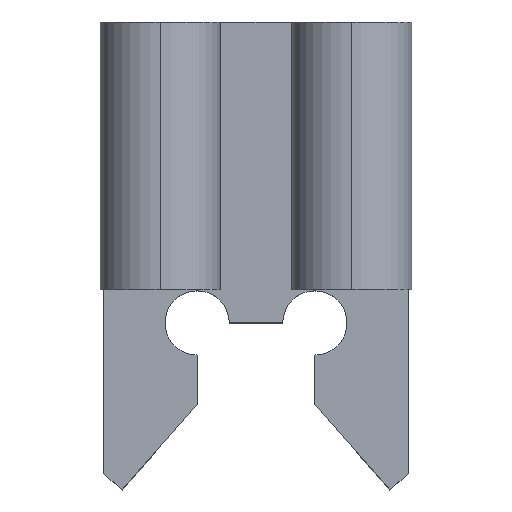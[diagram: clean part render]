
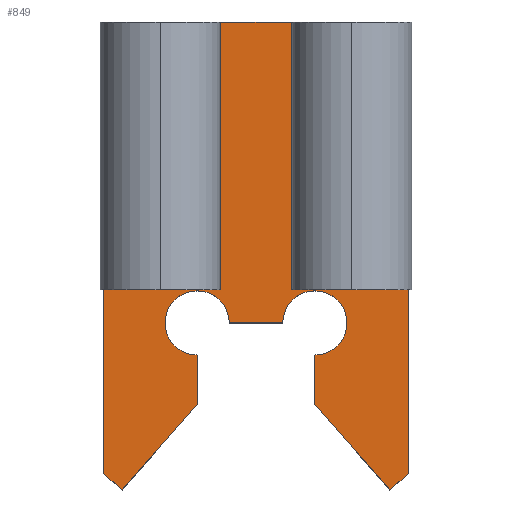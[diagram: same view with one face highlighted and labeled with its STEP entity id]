
A CAD part, top view. The second image highlights one B-rep face of the part: STEP entity #849.
In plain terms, the highlighted planar face has unit normal (0, 0, 1).
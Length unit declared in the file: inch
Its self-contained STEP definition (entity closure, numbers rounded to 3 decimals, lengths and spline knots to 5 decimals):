
#6 = VECTOR ( 'NONE', #1122, 39.37008 ) ;
#17 = DIRECTION ( 'NONE',  ( 0., 0., -1. ) ) ;
#21 = CARTESIAN_POINT ( 'NONE',  ( -0.14212, -0.14102, 0.02 ) ) ;
#33 = VECTOR ( 'NONE', #84, 39.37008 ) ;
#42 = DIRECTION ( 'NONE',  ( 0., 0., 1. ) ) ;
#53 = CIRCLE ( 'NONE', #780, 0.03 ) ;
#57 = CARTESIAN_POINT ( 'NONE',  ( -0.1455, 0.031, 0.02 ) ) ;
#72 = EDGE_CURVE ( 'NONE', #671, #76, #829, .T. ) ;
#76 = VERTEX_POINT ( 'NONE', #155 ) ;
#84 = DIRECTION ( 'NONE',  ( -1., 0., 0. ) ) ;
#93 = CARTESIAN_POINT ( 'NONE',  ( -0.14212, -0.156, 0.02 ) ) ;
#97 = EDGE_CURVE ( 'NONE', #1168, #710, #1039, .T. ) ;
#115 = CARTESIAN_POINT ( 'NONE',  ( 0.055, -0.03, 0.02 ) ) ;
#116 = VECTOR ( 'NONE', #410, 39.37008 ) ;
#120 = ORIENTED_EDGE ( 'NONE', *, *, #969, .T. ) ;
#125 = FACE_OUTER_BOUND ( 'NONE', #799, .T. ) ;
#135 = ORIENTED_EDGE ( 'NONE', *, *, #536, .T. ) ;
#136 = CARTESIAN_POINT ( 'NONE',  ( -0.11871, -0.14881, 0.02 ) ) ;
#149 = EDGE_CURVE ( 'NONE', #1155, #1156, #252, .T. ) ;
#152 = DIRECTION ( 'NONE',  ( -1., 0., 0. ) ) ;
#155 = CARTESIAN_POINT ( 'NONE',  ( -0.1105, 0.281, 0.02 ) ) ;
#159 = CARTESIAN_POINT ( 'NONE',  ( -0.125, -0.156, 0.02 ) ) ;
#161 = CARTESIAN_POINT ( 'NONE',  ( 0.1105, 0.031, 0.02 ) ) ;
#175 = DIRECTION ( 'NONE',  ( 0., 1., 0. ) ) ;
#188 = ORIENTED_EDGE ( 'NONE', *, *, #936, .F. ) ;
#209 = EDGE_CURVE ( 'NONE', #832, #1155, #321, .T. ) ;
#210 = CARTESIAN_POINT ( 'NONE',  ( -0.14212, 0.031, 0.02 ) ) ;
#211 = EDGE_CURVE ( 'NONE', #710, #76, #676, .T. ) ;
#213 = AXIS2_PLACEMENT_3D ( 'NONE', #316, #42, #700 ) ;
#229 = ORIENTED_EDGE ( 'NONE', *, *, #1125, .F. ) ;
#240 = VERTEX_POINT ( 'NONE', #658 ) ;
#241 = VERTEX_POINT ( 'NONE', #21 ) ;
#245 = ORIENTED_EDGE ( 'NONE', *, *, #211, .T. ) ;
#252 = LINE ( 'NONE', #1047, #468 ) ;
#253 = ORIENTED_EDGE ( 'NONE', *, *, #743, .F. ) ;
#260 = VECTOR ( 'NONE', #600, 39.37008 ) ;
#269 = ORIENTED_EDGE ( 'NONE', *, *, #394, .F. ) ;
#297 = ORIENTED_EDGE ( 'NONE', *, *, #836, .F. ) ;
#300 = VERTEX_POINT ( 'NONE', #894 ) ;
#302 = VECTOR ( 'NONE', #324, 39.37008 ) ;
#316 = CARTESIAN_POINT ( 'NONE',  ( 0.055, 0., 0.02 ) ) ;
#321 = LINE ( 'NONE', #1175, #409 ) ;
#324 = DIRECTION ( 'NONE',  ( -1., 0., 0. ) ) ;
#331 = CARTESIAN_POINT ( 'NONE',  ( -0.1455, 0.031, 0.02 ) ) ;
#344 = AXIS2_PLACEMENT_3D ( 'NONE', #716, #812, #152 ) ;
#368 = DIRECTION ( 'NONE',  ( 0., -1., 0. ) ) ;
#371 = EDGE_CURVE ( 'NONE', #240, #504, #520, .T. ) ;
#383 = ORIENTED_EDGE ( 'NONE', *, *, #640, .T. ) ;
#394 = EDGE_CURVE ( 'NONE', #1172, #537, #661, .T. ) ;
#407 = CARTESIAN_POINT ( 'NONE',  ( -0.00838, -0.27271, 0.02 ) ) ;
#409 = VECTOR ( 'NONE', #368, 39.37008 ) ;
#410 = DIRECTION ( 'NONE',  ( 0., 1., 0. ) ) ;
#467 = VECTOR ( 'NONE', #175, 39.37008 ) ;
#468 = VECTOR ( 'NONE', #950, 39.37008 ) ;
#473 = VECTOR ( 'NONE', #778, 39.37008 ) ;
#474 = ORIENTED_EDGE ( 'NONE', *, *, #371, .F. ) ;
#479 = DIRECTION ( 'NONE',  ( 0., -1., 0. ) ) ;
#488 = CARTESIAN_POINT ( 'NONE',  ( 0.14212, -0.156, 0.02 ) ) ;
#489 = ORIENTED_EDGE ( 'NONE', *, *, #97, .T. ) ;
#504 = VERTEX_POINT ( 'NONE', #159 ) ;
#510 = VERTEX_POINT ( 'NONE', #620 ) ;
#520 = LINE ( 'NONE', #136, #933 ) ;
#533 = DIRECTION ( 'NONE',  ( -1., 0., 0. ) ) ;
#536 = EDGE_CURVE ( 'NONE', #300, #1168, #1143, .T. ) ;
#537 = VERTEX_POINT ( 'NONE', #1017 ) ;
#541 = VECTOR ( 'NONE', #479, 39.37008 ) ;
#547 = DIRECTION ( 'NONE',  ( -1., 0., 0. ) ) ;
#578 = DIRECTION ( 'NONE',  ( -1., 0., 0. ) ) ;
#600 = DIRECTION ( 'NONE',  ( -0.753, 0.659, 0. ) ) ;
#620 = CARTESIAN_POINT ( 'NONE',  ( -0.025, 0., 0.02 ) ) ;
#629 = CARTESIAN_POINT ( 'NONE',  ( -0.1105, 0., 0.02 ) ) ;
#640 = EDGE_CURVE ( 'NONE', #1045, #510, #53, .T. ) ;
#651 = ORIENTED_EDGE ( 'NONE', *, *, #149, .T. ) ;
#658 = CARTESIAN_POINT ( 'NONE',  ( -0.055, -0.076, 0.02 ) ) ;
#661 = CIRCLE ( 'NONE', #344, 0.03 ) ;
#671 = VERTEX_POINT ( 'NONE', #905 ) ;
#676 = LINE ( 'NONE', #761, #691 ) ;
#691 = VECTOR ( 'NONE', #547, 39.37008 ) ;
#700 = DIRECTION ( 'NONE',  ( -1., 0., 0. ) ) ;
#709 = CARTESIAN_POINT ( 'NONE',  ( 0.14212, -0.14102, 0.02 ) ) ;
#710 = VERTEX_POINT ( 'NONE', #999 ) ;
#714 = CARTESIAN_POINT ( 'NONE',  ( -0.055, -0.03, 0.02 ) ) ;
#716 = CARTESIAN_POINT ( 'NONE',  ( 0.055, 0., 0.02 ) ) ;
#725 = CIRCLE ( 'NONE', #213, 0.03 ) ;
#743 = EDGE_CURVE ( 'NONE', #504, #241, #890, .T. ) ;
#761 = CARTESIAN_POINT ( 'NONE',  ( -0.1105, 0.281, 0.02 ) ) ;
#766 = LINE ( 'NONE', #876, #473 ) ;
#768 = CARTESIAN_POINT ( 'NONE',  ( -0.055, 0., 0.02 ) ) ;
#778 = DIRECTION ( 'NONE',  ( 0., -1., 0. ) ) ;
#780 = AXIS2_PLACEMENT_3D ( 'NONE', #768, #1164, #872 ) ;
#786 = VERTEX_POINT ( 'NONE', #210 ) ;
#789 = DIRECTION ( 'NONE',  ( -0.659, -0.753, 0. ) ) ;
#799 = EDGE_LOOP ( 'NONE', ( #1107, #651, #120, #297, #135, #489, #245, #848, #833, #906, #253, #474, #188, #383, #229, #269, #993 ) ) ;
#811 = CARTESIAN_POINT ( 'NONE',  ( -0.1105, -0.156, 0.02 ) ) ;
#812 = DIRECTION ( 'NONE',  ( 0., 0., 1. ) ) ;
#829 = LINE ( 'NONE', #811, #6 ) ;
#832 = VERTEX_POINT ( 'NONE', #115 ) ;
#833 = ORIENTED_EDGE ( 'NONE', *, *, #1109, .T. ) ;
#836 = EDGE_CURVE ( 'NONE', #300, #1024, #1227, .T. ) ;
#848 = ORIENTED_EDGE ( 'NONE', *, *, #72, .F. ) ;
#849 = ADVANCED_FACE ( 'NONE', ( #125 ), #987, .F. ) ;
#872 = DIRECTION ( 'NONE',  ( -1., 0., 0. ) ) ;
#876 = CARTESIAN_POINT ( 'NONE',  ( -0.055, -0.156, 0.02 ) ) ;
#888 = LINE ( 'NONE', #629, #302 ) ;
#890 = LINE ( 'NONE', #903, #260 ) ;
#894 = CARTESIAN_POINT ( 'NONE',  ( 0.14212, 0.031, 0.02 ) ) ;
#903 = CARTESIAN_POINT ( 'NONE',  ( -0.11679, -0.16319, 0.02 ) ) ;
#905 = CARTESIAN_POINT ( 'NONE',  ( -0.1105, 0.031, 0.02 ) ) ;
#906 = ORIENTED_EDGE ( 'NONE', *, *, #1208, .F. ) ;
#932 = CARTESIAN_POINT ( 'NONE',  ( 0.055, -0.076, 0.02 ) ) ;
#933 = VECTOR ( 'NONE', #789, 39.37008 ) ;
#936 = EDGE_CURVE ( 'NONE', #1045, #240, #766, .T. ) ;
#949 = EDGE_CURVE ( 'NONE', #832, #1172, #725, .T. ) ;
#950 = DIRECTION ( 'NONE',  ( 0.659, -0.753, 0. ) ) ;
#956 = LINE ( 'NONE', #93, #467 ) ;
#969 = EDGE_CURVE ( 'NONE', #1156, #1024, #1154, .T. ) ;
#987 = PLANE ( 'NONE',  #1025 ) ;
#993 = ORIENTED_EDGE ( 'NONE', *, *, #949, .F. ) ;
#999 = CARTESIAN_POINT ( 'NONE',  ( 0.1105, 0.281, 0.02 ) ) ;
#1005 = DIRECTION ( 'NONE',  ( 0.753, 0.659, 0. ) ) ;
#1017 = CARTESIAN_POINT ( 'NONE',  ( 0.025, 0., 0.02 ) ) ;
#1024 = VERTEX_POINT ( 'NONE', #709 ) ;
#1025 = AXIS2_PLACEMENT_3D ( 'NONE', #1195, #17, #578 ) ;
#1030 = CARTESIAN_POINT ( 'NONE',  ( 0.125, -0.156, 0.02 ) ) ;
#1039 = LINE ( 'NONE', #1220, #116 ) ;
#1045 = VERTEX_POINT ( 'NONE', #714 ) ;
#1047 = CARTESIAN_POINT ( 'NONE',  ( 0.02288, -0.03929, 0.02 ) ) ;
#1107 = ORIENTED_EDGE ( 'NONE', *, *, #209, .T. ) ;
#1109 = EDGE_CURVE ( 'NONE', #671, #786, #1163, .T. ) ;
#1122 = DIRECTION ( 'NONE',  ( 0., 1., 0. ) ) ;
#1125 = EDGE_CURVE ( 'NONE', #537, #510, #888, .T. ) ;
#1143 = LINE ( 'NONE', #57, #33 ) ;
#1153 = CARTESIAN_POINT ( 'NONE',  ( 0.085, 0., 0.02 ) ) ;
#1154 = LINE ( 'NONE', #407, #1204 ) ;
#1155 = VERTEX_POINT ( 'NONE', #932 ) ;
#1156 = VERTEX_POINT ( 'NONE', #1030 ) ;
#1163 = LINE ( 'NONE', #331, #1257 ) ;
#1164 = DIRECTION ( 'NONE',  ( 0., 0., -1. ) ) ;
#1168 = VERTEX_POINT ( 'NONE', #161 ) ;
#1172 = VERTEX_POINT ( 'NONE', #1153 ) ;
#1175 = CARTESIAN_POINT ( 'NONE',  ( 0.055, -0.156, 0.02 ) ) ;
#1195 = CARTESIAN_POINT ( 'NONE',  ( -0.1105, -0.156, 0.02 ) ) ;
#1204 = VECTOR ( 'NONE', #1005, 39.37008 ) ;
#1208 = EDGE_CURVE ( 'NONE', #241, #786, #956, .T. ) ;
#1220 = CARTESIAN_POINT ( 'NONE',  ( 0.1105, -0.156, 0.02 ) ) ;
#1227 = LINE ( 'NONE', #488, #541 ) ;
#1257 = VECTOR ( 'NONE', #533, 39.37008 ) ;
